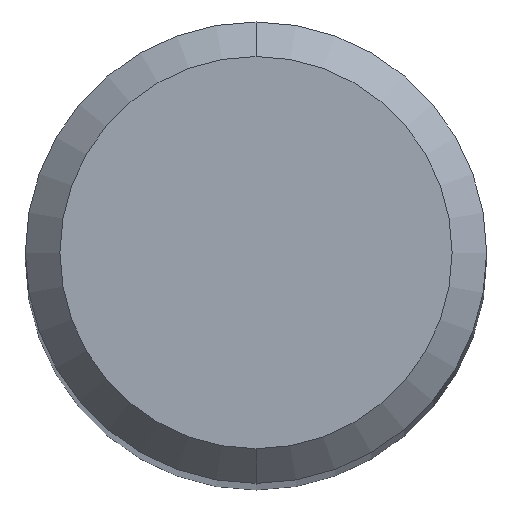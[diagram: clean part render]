
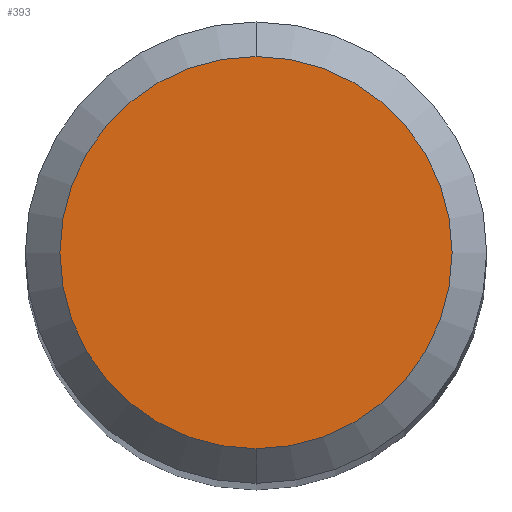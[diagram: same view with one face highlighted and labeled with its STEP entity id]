
A CAD part, top view. The second image highlights one B-rep face of the part: STEP entity #393.
In plain terms, the highlighted planar face has unit normal (0, 0, 1).
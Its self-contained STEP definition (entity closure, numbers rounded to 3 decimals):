
#379=EDGE_CURVE('',#717,#615,#1066,.T.);
#393=ADVANCED_FACE('',(#1082),#1083,.T.);
#555=EDGE_CURVE('',#615,#717,#1259,.T.);
#615=VERTEX_POINT('',#1324);
#717=VERTEX_POINT('',#1438);
#1066=CIRCLE('',#1843,1.7);
#1082=FACE_OUTER_BOUND('',#2019,.T.);
#1083=PLANE('',#2020);
#1259=CIRCLE('',#3064,1.7);
#1324=CARTESIAN_POINT('',(0.0,1.7,0.0));
#1438=CARTESIAN_POINT('',(0.,-1.7,0.0));
#1843=AXIS2_PLACEMENT_3D('',#5284,#5285,#5286);
#2019=EDGE_LOOP('',(#5310,#5311));
#2020=AXIS2_PLACEMENT_3D('',#5312,#5313,#5314);
#3064=AXIS2_PLACEMENT_3D('',#5516,#5517,#5518);
#5284=CARTESIAN_POINT('',(0.0,0.0,0.0));
#5285=DIRECTION('',(0.0,0.0,-1.0));
#5286=DIRECTION('',(0.0,1.0,0.0));
#5310=ORIENTED_EDGE('',*,*,#555,.F.);
#5311=ORIENTED_EDGE('',*,*,#379,.F.);
#5312=CARTESIAN_POINT('',(0.0,0.85,0.0));
#5313=DIRECTION('',(-0.0,0.0,1.0));
#5314=DIRECTION('',(0.0,-1.0,0.0));
#5516=CARTESIAN_POINT('',(0.0,0.0,0.0));
#5517=DIRECTION('',(0.0,0.0,-1.0));
#5518=DIRECTION('',(0.0,1.0,0.0));
